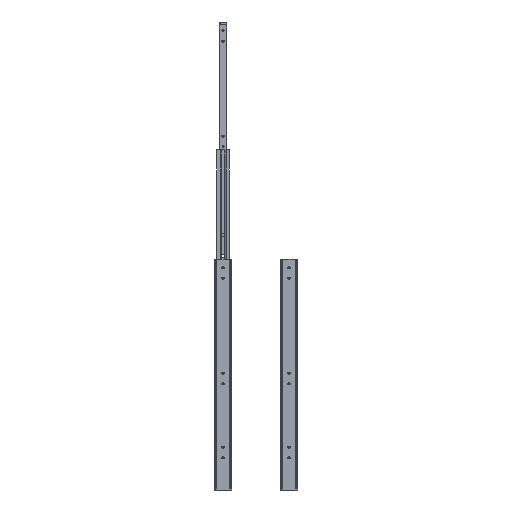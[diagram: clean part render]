
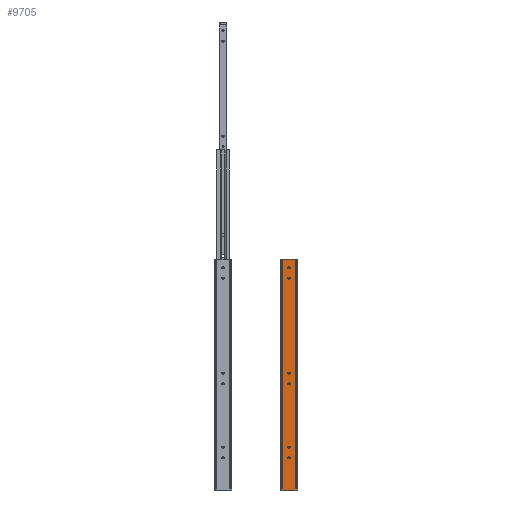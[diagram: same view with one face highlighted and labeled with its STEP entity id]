
A CAD part, front view. The second image highlights one B-rep face of the part: STEP entity #9705.
In plain terms, the highlighted planar face has unit normal (0, -1, 0).
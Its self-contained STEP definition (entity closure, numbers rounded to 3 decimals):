
#162=PLANE('',#10302);
#584=LINE('',#14241,#1552);
#585=LINE('',#14245,#1553);
#586=LINE('',#14247,#1554);
#587=LINE('',#14248,#1555);
#1552=VECTOR('',#11461,700.);
#1553=VECTOR('',#11466,38.735);
#1554=VECTOR('',#11467,700.);
#1555=VECTOR('',#11468,38.735);
#2784=FACE_BOUND('',#3559,.T.);
#2785=FACE_BOUND('',#3560,.T.);
#2786=FACE_BOUND('',#3561,.T.);
#2787=FACE_BOUND('',#3562,.T.);
#2788=FACE_BOUND('',#3563,.T.);
#2789=FACE_BOUND('',#3564,.T.);
#3009=FACE_OUTER_BOUND('',#3558,.T.);
#3558=EDGE_LOOP('',(#7115,#7116,#7117,#7118));
#3559=EDGE_LOOP('',(#7119));
#3560=EDGE_LOOP('',(#7120));
#3561=EDGE_LOOP('',(#7121));
#3562=EDGE_LOOP('',(#7122));
#3563=EDGE_LOOP('',(#7123));
#3564=EDGE_LOOP('',(#7124));
#4195=CIRCLE('',#10267,3.3);
#4198=CIRCLE('',#10272,3.3);
#4201=CIRCLE('',#10277,3.3);
#4204=CIRCLE('',#10282,3.3);
#4207=CIRCLE('',#10287,3.3);
#4210=CIRCLE('',#10292,3.3);
#4599=VERTEX_POINT('',#14168);
#4602=VERTEX_POINT('',#14176);
#4605=VERTEX_POINT('',#14184);
#4608=VERTEX_POINT('',#14192);
#4611=VERTEX_POINT('',#14200);
#4614=VERTEX_POINT('',#14208);
#4625=VERTEX_POINT('',#14238);
#4626=VERTEX_POINT('',#14240);
#4627=VERTEX_POINT('',#14244);
#4628=VERTEX_POINT('',#14246);
#5573=EDGE_CURVE('',#4599,#4599,#4195,.T.);
#5576=EDGE_CURVE('',#4602,#4602,#4198,.T.);
#5579=EDGE_CURVE('',#4605,#4605,#4201,.T.);
#5582=EDGE_CURVE('',#4608,#4608,#4204,.T.);
#5585=EDGE_CURVE('',#4611,#4611,#4207,.T.);
#5588=EDGE_CURVE('',#4614,#4614,#4210,.T.);
#5603=EDGE_CURVE('',#4626,#4625,#584,.T.);
#5605=EDGE_CURVE('',#4625,#4627,#585,.T.);
#5606=EDGE_CURVE('',#4628,#4627,#586,.T.);
#5607=EDGE_CURVE('',#4626,#4628,#587,.T.);
#7115=ORIENTED_EDGE('',*,*,#5605,.T.);
#7116=ORIENTED_EDGE('',*,*,#5606,.F.);
#7117=ORIENTED_EDGE('',*,*,#5607,.F.);
#7118=ORIENTED_EDGE('',*,*,#5603,.T.);
#7119=ORIENTED_EDGE('',*,*,#5573,.T.);
#7120=ORIENTED_EDGE('',*,*,#5576,.T.);
#7121=ORIENTED_EDGE('',*,*,#5579,.T.);
#7122=ORIENTED_EDGE('',*,*,#5582,.T.);
#7123=ORIENTED_EDGE('',*,*,#5585,.T.);
#7124=ORIENTED_EDGE('',*,*,#5588,.T.);
#9705=ADVANCED_FACE('',(#3009,#2784,#2785,#2786,#2787,#2788,#2789),#162,
 .T.);
#10267=AXIS2_PLACEMENT_3D('',#14169,#11382,#11383);
#10272=AXIS2_PLACEMENT_3D('',#14177,#11392,#11393);
#10277=AXIS2_PLACEMENT_3D('',#14185,#11402,#11403);
#10282=AXIS2_PLACEMENT_3D('',#14193,#11412,#11413);
#10287=AXIS2_PLACEMENT_3D('',#14201,#11422,#11423);
#10292=AXIS2_PLACEMENT_3D('',#14209,#11432,#11433);
#10302=AXIS2_PLACEMENT_3D('',#14243,#11464,#11465);
#11382=DIRECTION('center_axis',(0.,1.,0.));
#11383=DIRECTION('ref_axis',(1.,0.,0.));
#11392=DIRECTION('center_axis',(0.,1.,0.));
#11393=DIRECTION('ref_axis',(1.,0.,0.));
#11402=DIRECTION('center_axis',(0.,1.,0.));
#11403=DIRECTION('ref_axis',(1.,0.,0.));
#11412=DIRECTION('center_axis',(0.,1.,0.));
#11413=DIRECTION('ref_axis',(1.,0.,0.));
#11422=DIRECTION('center_axis',(0.,1.,0.));
#11423=DIRECTION('ref_axis',(1.,0.,0.));
#11432=DIRECTION('center_axis',(0.,1.,0.));
#11433=DIRECTION('ref_axis',(1.,0.,0.));
#11461=DIRECTION('',(0.,0.,-1.));
#11464=DIRECTION('center_axis',(0.,-1.,0.));
#11465=DIRECTION('ref_axis',(0.,0.,-1.));
#11466=DIRECTION('',(1.,0.,0.));
#11467=DIRECTION('',(0.,0.,-1.));
#11468=DIRECTION('',(1.,0.,0.));
#14168=CARTESIAN_POINT('',(23.25,0.,-346.));
#14169=CARTESIAN_POINT('Origin',(26.55,0.,-346.));
#14176=CARTESIAN_POINT('',(23.25,0.,-58.));
#14177=CARTESIAN_POINT('Origin',(26.55,0.,-58.));
#14184=CARTESIAN_POINT('',(23.25,0.,-602.));
#14185=CARTESIAN_POINT('Origin',(26.55,0.,-602.));
#14192=CARTESIAN_POINT('',(23.25,0.,-570.));
#14193=CARTESIAN_POINT('Origin',(26.55,0.,-570.));
#14200=CARTESIAN_POINT('',(23.25,0.,-26.));
#14201=CARTESIAN_POINT('Origin',(26.55,0.,-26.));
#14208=CARTESIAN_POINT('',(23.25,0.,-378.));
#14209=CARTESIAN_POINT('Origin',(26.55,0.,-378.));
#14238=CARTESIAN_POINT('',(7.182,0.,-700.));
#14240=CARTESIAN_POINT('',(7.182,0.,0.));
#14241=CARTESIAN_POINT('',(7.182,0.,0.));
#14243=CARTESIAN_POINT('Origin',(26.55,0.,0.));
#14244=CARTESIAN_POINT('',(45.918,0.,-700.));
#14245=CARTESIAN_POINT('',(7.182,0.,-700.));
#14246=CARTESIAN_POINT('',(45.918,0.,0.));
#14247=CARTESIAN_POINT('',(45.918,0.,0.));
#14248=CARTESIAN_POINT('',(7.182,0.,0.));
